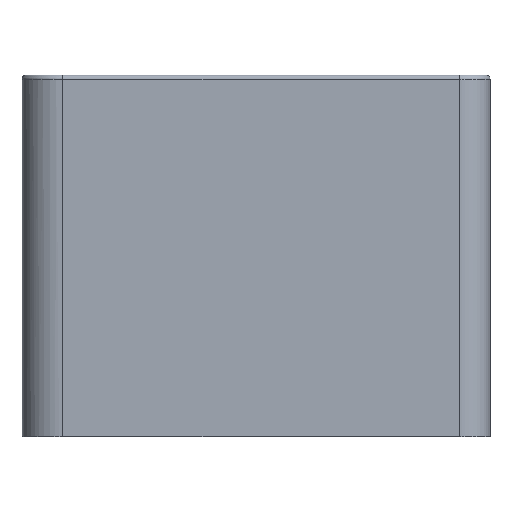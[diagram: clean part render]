
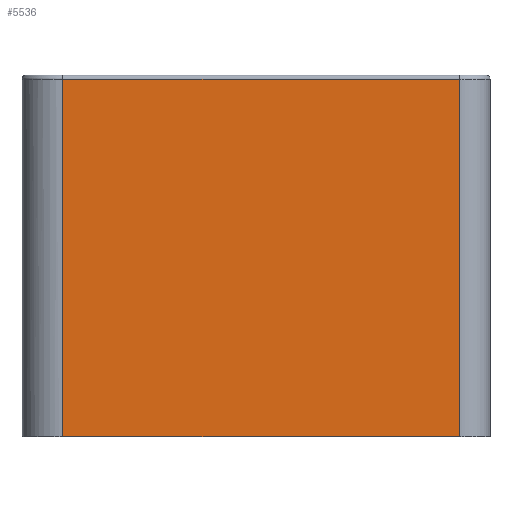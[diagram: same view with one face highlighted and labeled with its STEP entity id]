
A CAD part, front view. The second image highlights one B-rep face of the part: STEP entity #5536.
In plain terms, the highlighted free-form (B-spline) face has degree [1, 1] with [2, 2] control points.
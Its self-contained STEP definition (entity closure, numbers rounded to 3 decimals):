
#1423=CARTESIAN_POINT('V274',(13.0,-9.0,18.05));
#1424=VERTEX_POINT('V274',#1423);
#1484=CARTESIAN_POINT('V272',(-10.35,-9.0,
   18.05));
#1485=VERTEX_POINT('V272',#1484);
#1501=CARTESIAN_POINT('E466',(13.0,-9.0,18.05));
#1502=CARTESIAN_POINT('E466',(-10.35,-9.0,
   18.05));
#1503=B_SPLINE_CURVE_WITH_KNOTS('E466',1,(#1501,#1502),
   .POLYLINE_FORM.,.F.,.U.,(2,2),(2.0,61.46),
   .UNSPECIFIED.);
#1504=EDGE_CURVE('E466',#1424,#1485,#1503,.T.);
#5491=CARTESIAN_POINT('V103',(13.0,-9.0,-3.0));
#5492=VERTEX_POINT('V103',#5491);
#5493=CARTESIAN_POINT('E149',(13.0,-9.0,18.05));
#5494=CARTESIAN_POINT('E149',(13.0,-9.0,-3.0));
#5495=B_SPLINE_CURVE_WITH_KNOTS('E149',1,(#5493,#5494),
   .POLYLINE_FORM.,.F.,.U.,(2,2),(0.012,1.0),
   .UNSPECIFIED.);
#5496=EDGE_CURVE('E149',#1424,#5492,#5495,.T.);
#5515=CARTESIAN_POINT('F50',(-10.35,-9.0,-3.0));
#5516=CARTESIAN_POINT('F50',(13.0,-9.0,-3.0));
#5517=CARTESIAN_POINT('F50',(-10.35,-9.0,
   18.3));
#5518=CARTESIAN_POINT('F50',(13.0,-9.0,18.3));
#5519=QUASI_UNIFORM_SURFACE('F50',1,1,((#5515,#5517),(#5516,#5518))
,.PLANE_SURF.,.F.,.F.,.U.);
#5520=ORIENTED_EDGE('E466',*,*,#1504,.T.);
#5521=CARTESIAN_POINT('V101',(-10.35,-9.0,-3.0));
#5522=VERTEX_POINT('V101',#5521);
#5523=CARTESIAN_POINT('E146',(-10.35,-9.0,-3.0));
#5524=CARTESIAN_POINT('E146',(-10.35,-9.0,
   18.05));
#5525=B_SPLINE_CURVE_WITH_KNOTS('E146',1,(#5523,#5524),
   .POLYLINE_FORM.,.F.,.U.,(2,2),(0.0,4.385),
   .UNSPECIFIED.);
#5526=EDGE_CURVE('E146',#5522,#1485,#5525,.T.);
#5527=ORIENTED_EDGE('E146',*,*,#5526,.F.);
#5528=CARTESIAN_POINT('E148',(13.0,-9.0,-3.0));
#5529=CARTESIAN_POINT('E148',(-10.35,-9.0,-3.0));
#5530=QUASI_UNIFORM_CURVE('E148',1,(#5528,#5529),.POLYLINE_FORM.,.F.,
   .U.);
#5531=EDGE_CURVE('E148',#5492,#5522,#5530,.T.);
#5532=ORIENTED_EDGE('E148',*,*,#5531,.F.);
#5533=ORIENTED_EDGE('E149',*,*,#5496,.F.);
#5534=EDGE_LOOP('F50',(#5520,#5527,#5532,#5533));
#5535=FACE_OUTER_BOUND('F50',#5534,.T.);
#5536=ADVANCED_FACE('F50',(#5535),#5519,.T.);
